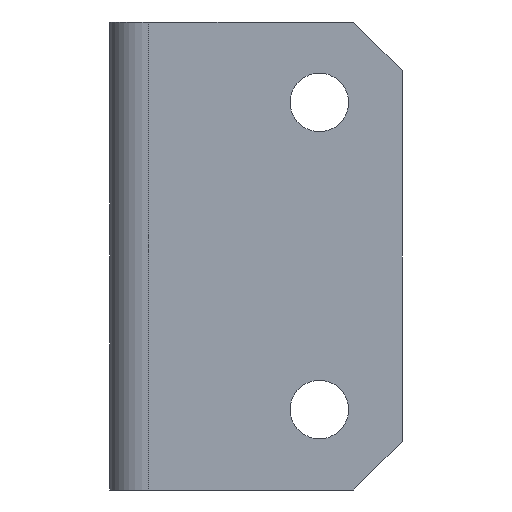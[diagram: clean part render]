
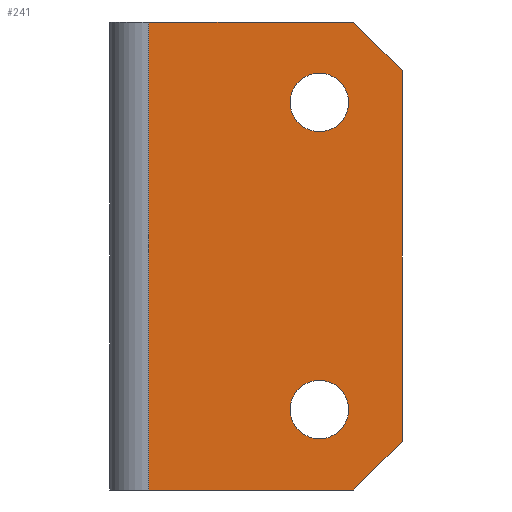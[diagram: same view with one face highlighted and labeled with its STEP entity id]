
A CAD part, front view. The second image highlights one B-rep face of the part: STEP entity #241.
In plain terms, the highlighted planar face has unit normal (0, -1, 0).
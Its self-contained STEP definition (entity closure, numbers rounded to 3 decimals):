
#3 = ORIENTED_EDGE ( 'NONE', *, *, #274, .T. ) ;
#15 = CIRCLE ( 'NONE', #345, 6. ) ;
#31 = VECTOR ( 'NONE', #652, 1000. ) ;
#33 = LINE ( 'NONE', #649, #31 ) ;
#66 = LINE ( 'NONE', #671, #67 ) ;
#67 = VECTOR ( 'NONE', #566, 1000. ) ;
#68 = VECTOR ( 'NONE', #638, 1000. ) ;
#69 = LINE ( 'NONE', #807, #86 ) ;
#71 = LINE ( 'NONE', #796, #68 ) ;
#86 = VECTOR ( 'NONE', #505, 1000. ) ;
#93 = LINE ( 'NONE', #528, #102 ) ;
#95 = VECTOR ( 'NONE', #551, 1000. ) ;
#102 = VECTOR ( 'NONE', #723, 1000. ) ;
#114 = LINE ( 'NONE', #829, #95 ) ;
#119 = CIRCLE ( 'NONE', #357, 6. ) ;
#125 = FACE_BOUND ( 'NONE', #130, .T. ) ;
#130 = EDGE_LOOP ( 'NONE', ( #223, #3 ) ) ;
#144 = EDGE_LOOP ( 'NONE', ( #395, #400 ) ) ;
#155 = EDGE_LOOP ( 'NONE', ( #412, #401, #396, #415, #467, #179 ) ) ;
#156 = FACE_OUTER_BOUND ( 'NONE', #155, .T. ) ;
#167 = CIRCLE ( 'NONE', #281, 6. ) ;
#179 = ORIENTED_EDGE ( 'NONE', *, *, #324, .T. ) ;
#181 = CIRCLE ( 'NONE', #316, 6. ) ;
#196 = FACE_BOUND ( 'NONE', #144, .T. ) ;
#223 = ORIENTED_EDGE ( 'NONE', *, *, #359, .T. ) ;
#241 = ADVANCED_FACE ( 'NONE', ( #125, #196, #156 ), #683, .F. ) ;
#260 = EDGE_CURVE ( 'NONE', #694, #511, #15, .T. ) ;
#274 = EDGE_CURVE ( 'NONE', #695, #675, #181, .T. ) ;
#281 = AXIS2_PLACEMENT_3D ( 'NONE', #757, #682, #623 ) ;
#293 = EDGE_CURVE ( 'NONE', #488, #493, #114, .T. ) ;
#302 = AXIS2_PLACEMENT_3D ( 'NONE', #680, #670, #669 ) ;
#310 = EDGE_CURVE ( 'NONE', #493, #686, #66, .T. ) ;
#316 = AXIS2_PLACEMENT_3D ( 'NONE', #525, #606, #826 ) ;
#324 = EDGE_CURVE ( 'NONE', #707, #673, #71, .T. ) ;
#334 = EDGE_CURVE ( 'NONE', #707, #560, #69, .T. ) ;
#341 = EDGE_CURVE ( 'NONE', #686, #560, #93, .T. ) ;
#345 = AXIS2_PLACEMENT_3D ( 'NONE', #816, #706, #650 ) ;
#355 = EDGE_CURVE ( 'NONE', #488, #673, #33, .T. ) ;
#357 = AXIS2_PLACEMENT_3D ( 'NONE', #605, #504, #658 ) ;
#359 = EDGE_CURVE ( 'NONE', #675, #695, #167, .T. ) ;
#361 = EDGE_CURVE ( 'NONE', #511, #694, #119, .T. ) ;
#395 = ORIENTED_EDGE ( 'NONE', *, *, #361, .T. ) ;
#396 = ORIENTED_EDGE ( 'NONE', *, *, #310, .T. ) ;
#400 = ORIENTED_EDGE ( 'NONE', *, *, #260, .T. ) ;
#401 = ORIENTED_EDGE ( 'NONE', *, *, #293, .T. ) ;
#412 = ORIENTED_EDGE ( 'NONE', *, *, #355, .F. ) ;
#415 = ORIENTED_EDGE ( 'NONE', *, *, #341, .T. ) ;
#467 = ORIENTED_EDGE ( 'NONE', *, *, #334, .F. ) ;
#488 = VERTEX_POINT ( 'NONE', #768 ) ;
#493 = VERTEX_POINT ( 'NONE', #802 ) ;
#504 = DIRECTION ( 'NONE',  ( 0., 1., 0. ) ) ;
#505 = DIRECTION ( 'NONE',  ( 0., 0., -1. ) ) ;
#511 = VERTEX_POINT ( 'NONE', #806 ) ;
#525 = CARTESIAN_POINT ( 'NONE',  ( 43., 0., 79.5 ) ) ;
#528 = CARTESIAN_POINT ( 'NONE',  ( 60., 0., 10. ) ) ;
#549 = CARTESIAN_POINT ( 'NONE',  ( 60., 0., 10. ) ) ;
#551 = DIRECTION ( 'NONE',  ( 0., 0., -1. ) ) ;
#560 = VERTEX_POINT ( 'NONE', #549 ) ;
#566 = DIRECTION ( 'NONE',  ( 1., 0., 0. ) ) ;
#590 = CARTESIAN_POINT ( 'NONE',  ( 60., 0., 86. ) ) ;
#605 = CARTESIAN_POINT ( 'NONE',  ( 43., 0., 16.5 ) ) ;
#606 = DIRECTION ( 'NONE',  ( 0., 1., 0. ) ) ;
#617 = CARTESIAN_POINT ( 'NONE',  ( 50., 0., 96. ) ) ;
#623 = DIRECTION ( 'NONE',  ( 0., 0., 1. ) ) ;
#638 = DIRECTION ( 'NONE',  ( -0.707, 0., 0.707 ) ) ;
#649 = CARTESIAN_POINT ( 'NONE',  ( 0., 0., 96. ) ) ;
#650 = DIRECTION ( 'NONE',  ( 0., 0., 1. ) ) ;
#652 = DIRECTION ( 'NONE',  ( 1., 0., 0. ) ) ;
#658 = DIRECTION ( 'NONE',  ( 0., 0., 1. ) ) ;
#669 = DIRECTION ( 'NONE',  ( 0., 0., 1. ) ) ;
#670 = DIRECTION ( 'NONE',  ( 0., 1., 0. ) ) ;
#671 = CARTESIAN_POINT ( 'NONE',  ( 0., 0., 0. ) ) ;
#673 = VERTEX_POINT ( 'NONE', #617 ) ;
#675 = VERTEX_POINT ( 'NONE', #764 ) ;
#680 = CARTESIAN_POINT ( 'NONE',  ( 0., 0., 96. ) ) ;
#682 = DIRECTION ( 'NONE',  ( 0., 1., 0. ) ) ;
#683 = PLANE ( 'NONE',  #302 ) ;
#686 = VERTEX_POINT ( 'NONE', #763 ) ;
#694 = VERTEX_POINT ( 'NONE', #758 ) ;
#695 = VERTEX_POINT ( 'NONE', #760 ) ;
#706 = DIRECTION ( 'NONE',  ( 0., 1., 0. ) ) ;
#707 = VERTEX_POINT ( 'NONE', #590 ) ;
#723 = DIRECTION ( 'NONE',  ( 0.707, 0., 0.707 ) ) ;
#757 = CARTESIAN_POINT ( 'NONE',  ( 43., 0., 79.5 ) ) ;
#758 = CARTESIAN_POINT ( 'NONE',  ( 43., 0., 10.5 ) ) ;
#760 = CARTESIAN_POINT ( 'NONE',  ( 43., 0., 73.5 ) ) ;
#763 = CARTESIAN_POINT ( 'NONE',  ( 50., 0., 0. ) ) ;
#764 = CARTESIAN_POINT ( 'NONE',  ( 43., 0., 85.5 ) ) ;
#768 = CARTESIAN_POINT ( 'NONE',  ( 8., 0., 96. ) ) ;
#796 = CARTESIAN_POINT ( 'NONE',  ( 50., 0., 96. ) ) ;
#802 = CARTESIAN_POINT ( 'NONE',  ( 8., 0., 0. ) ) ;
#806 = CARTESIAN_POINT ( 'NONE',  ( 43., 0., 22.5 ) ) ;
#807 = CARTESIAN_POINT ( 'NONE',  ( 60., 0., 96. ) ) ;
#816 = CARTESIAN_POINT ( 'NONE',  ( 43., 0., 16.5 ) ) ;
#826 = DIRECTION ( 'NONE',  ( 0., 0., 1. ) ) ;
#829 = CARTESIAN_POINT ( 'NONE',  ( 8., 0., 96. ) ) ;
